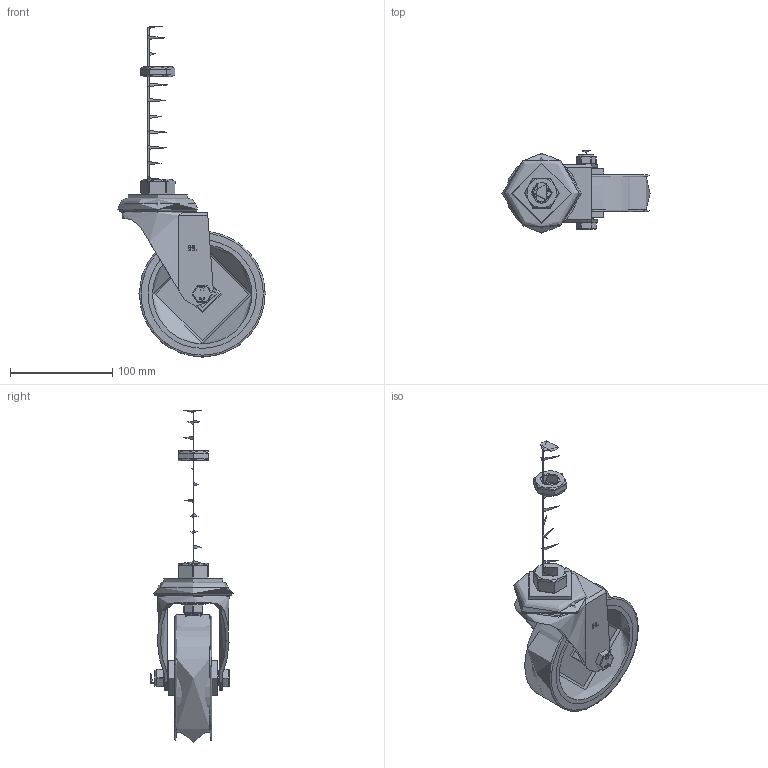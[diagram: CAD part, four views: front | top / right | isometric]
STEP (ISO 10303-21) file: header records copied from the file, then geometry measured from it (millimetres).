
FILE_DESCRIPTION(/* description */ (''),/* implementation_level */ '2;1');
FILE_NAME(/* name */ 'BZEH125NPBM20X150.step',/* time_stamp */ '2025-06-27T14:54:22+01:00',/* author */ (''),/* organization */ (''),/* preprocessor_version */ 'ST-DEVELOPER v20.1',/* originating_system */ 'Autodesk Translation Framework v14.10.0.0',/* authorisation */ '');
FILE_SCHEMA (('AUTOMOTIVE_DESIGN { 1 0 10303 214 3 1 1 }'));
Length unit declared in the file: millimetre
Products named in the file (31): BZEH125NPBM20X150; BZEH125ASBH12 v1; ZINC PLATED, PRESSED STEEL TOP HEAD; ZINC PLATED, PRESSED STEEL FORKS; BZH125WNPRB61 v1; POLYURETHANE TYRE; NYLON RIM; NYLON RIM Geometry; CAP; ROLLER BEARINGS; CAGE; RIBS; Component7; TUBEM15X50 v1; ZINC PLATED AXLE TUBE; HEXBOLTM10X70Z8.8 v2; GRADE 8.8 THREADED ZINC PLATED BOLT; NYLOCM10Z v1; NYLOC NUT; RUBBER; NUT; STM20X150 - 2 v4; THREADED STAINLESS STEEL ADJUSTING UNIT; BASE; M20; NUT2; WASHER; NUT (1); NUT Geometry; RUBBER (1); NM20HALFNUT
Assembly tree (38 placements, depth 5):
  BZEH125NPBM20X150
    BZEH125ASBH12 v1
      ZINC PLATED, PRESSED STEEL TOP HEAD
      ZINC PLATED, PRESSED STEEL FORKS
    BZH125WNPRB61 v1
      POLYURETHANE TYRE
      NYLON RIM
        NYLON RIM Geometry
        CAP
      ROLLER BEARINGS
        CAGE
        RIBS
          Component7  x9
    TUBEM15X50 v1
      ZINC PLATED AXLE TUBE
    HEXBOLTM10X70Z8.8 v2
      GRADE 8.8 THREADED ZINC PLATED BOLT
    NYLOCM10Z v1
      NYLOC NUT
        RUBBER
        NUT
    STM20X150 - 2 v4
      THREADED STAINLESS STEEL ADJUSTING UNIT
    BASE
    M20
    NUT2
    WASHER
    NUT (1)
      NUT Geometry
      RUBBER (1)
    NM20HALFNUT
Bounding box: 145 x 80.5 x 324.5 mm (x, y, z)
Volume: 388417.3 mm3; surface area: 177883 mm2
Topology: 26 solids, 26 shells, 833 faces, 2140 edges, 1365 vertices
Faces by surface type: cylinder 352, plane 300, bspline 85, torus 34, cone 32, sphere 30
Full cylindrical faces by diameter (mm): 4 x9, 8.141 x18, 9.836 x18, 9.85 x19, 10 x3, 10.25 x2, 10.5 x1, 11.834 x18, 12 x2, 12.2 x1, 13 x3, 14.5 x2, 15 x1, 15.2 x1, 15.5 x2, 16 x2, 16.938 x57, 18 x1, 19.791 x56, 20 x2, 21 x1, 22 x1, 22.5 x1, 23.5 x2, 25 x1, 27 x1, 27.2 x1, 28.745 x1, 34 x3, 44.584 x1
Entity records: 65622 total; most frequent: CARTESIAN_POINT 46079, ORIENTED_EDGE 4220, DIRECTION 3470, EDGE_CURVE 2110, VERTEX_POINT 1349, AXIS2_PLACEMENT_3D 1306, EDGE_LOOP 873, LINE 858
